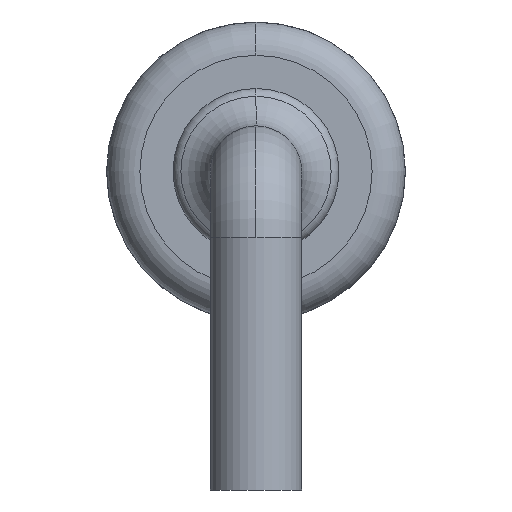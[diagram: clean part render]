
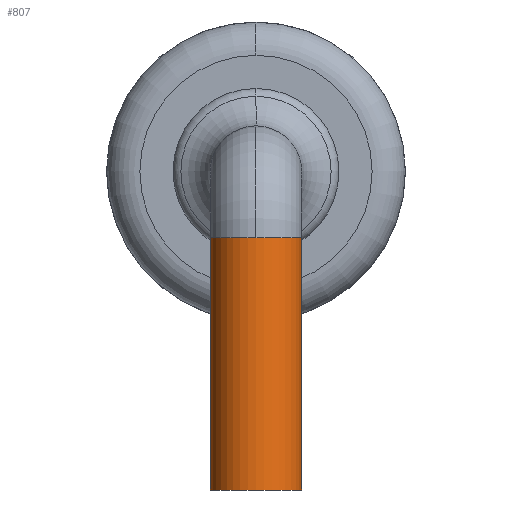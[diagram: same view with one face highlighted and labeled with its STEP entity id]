
A CAD part, left-side view. The second image highlights one B-rep face of the part: STEP entity #807.
In plain terms, the highlighted cylindrical face has radius 0.275 mm (diameter 0.55 mm), a full revolution.
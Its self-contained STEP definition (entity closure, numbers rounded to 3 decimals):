
#233 = TOROIDAL_SURFACE('',#234,0.4,0.275);
#234 = AXIS2_PLACEMENT_3D('',#235,#236,#237);
#235 = CARTESIAN_POINT('',(-4.68,0.,0.52));
#236 = DIRECTION('',(0.,-1.,0.));
#237 = DIRECTION('',(0.,0.,-1.));
#258 = VERTEX_POINT('',#259);
#259 = CARTESIAN_POINT('',(-5.355,0.,0.52));
#274 = TOROIDAL_SURFACE('',#275,0.4,0.275);
#275 = AXIS2_PLACEMENT_3D('',#276,#277,#278);
#276 = CARTESIAN_POINT('',(-4.68,0.,0.52));
#277 = DIRECTION('',(0.,-1.,0.));
#278 = DIRECTION('',(0.,0.,-1.));
#286 = EDGE_CURVE('',#258,#287,#289,.T.);
#287 = VERTEX_POINT('',#288);
#288 = CARTESIAN_POINT('',(-4.805,0.,0.52));
#289 = SURFACE_CURVE('',#290,(#295,#302),.PCURVE_S1.);
#290 = CIRCLE('',#291,0.275);
#291 = AXIS2_PLACEMENT_3D('',#292,#293,#294);
#292 = CARTESIAN_POINT('',(-5.08,0.,0.52));
#293 = DIRECTION('',(0.,-0.,1.));
#294 = DIRECTION('',(1.,0.,0.));
#295 = PCURVE('',#233,#296);
#296 = DEFINITIONAL_REPRESENTATION('',(#297),#301);
#297 = LINE('',#298,#299);
#298 = CARTESIAN_POINT('',(4.712,-3.142));
#299 = VECTOR('',#300,1.);
#300 = DIRECTION('',(0.,1.));
#301 = ( GEOMETRIC_REPRESENTATION_CONTEXT(2) 
PARAMETRIC_REPRESENTATION_CONTEXT() REPRESENTATION_CONTEXT('2D SPACE',''
  ) );
#302 = PCURVE('',#303,#308);
#303 = CYLINDRICAL_SURFACE('',#304,0.275);
#304 = AXIS2_PLACEMENT_3D('',#305,#306,#307);
#305 = CARTESIAN_POINT('',(-5.08,0.,0.52));
#306 = DIRECTION('',(0.,0.,-1.));
#307 = DIRECTION('',(-1.,0.,0.));
#308 = DEFINITIONAL_REPRESENTATION('',(#309),#313);
#309 = LINE('',#310,#311);
#310 = CARTESIAN_POINT('',(9.425,0.));
#311 = VECTOR('',#312,1.);
#312 = DIRECTION('',(-1.,0.));
#313 = ( GEOMETRIC_REPRESENTATION_CONTEXT(2) 
PARAMETRIC_REPRESENTATION_CONTEXT() REPRESENTATION_CONTEXT('2D SPACE',''
  ) );
#364 = EDGE_CURVE('',#287,#258,#365,.T.);
#365 = SURFACE_CURVE('',#366,(#371,#378),.PCURVE_S1.);
#366 = CIRCLE('',#367,0.275);
#367 = AXIS2_PLACEMENT_3D('',#368,#369,#370);
#368 = CARTESIAN_POINT('',(-5.08,0.,0.52));
#369 = DIRECTION('',(0.,-0.,1.));
#370 = DIRECTION('',(1.,0.,0.));
#371 = PCURVE('',#274,#372);
#372 = DEFINITIONAL_REPRESENTATION('',(#373),#377);
#373 = LINE('',#374,#375);
#374 = CARTESIAN_POINT('',(4.712,3.142));
#375 = VECTOR('',#376,1.);
#376 = DIRECTION('',(0.,1.));
#377 = ( GEOMETRIC_REPRESENTATION_CONTEXT(2) 
PARAMETRIC_REPRESENTATION_CONTEXT() REPRESENTATION_CONTEXT('2D SPACE',''
  ) );
#378 = PCURVE('',#303,#379);
#379 = DEFINITIONAL_REPRESENTATION('',(#380),#384);
#380 = LINE('',#381,#382);
#381 = CARTESIAN_POINT('',(3.142,0.));
#382 = VECTOR('',#383,1.);
#383 = DIRECTION('',(-1.,0.));
#384 = ( GEOMETRIC_REPRESENTATION_CONTEXT(2) 
PARAMETRIC_REPRESENTATION_CONTEXT() REPRESENTATION_CONTEXT('2D SPACE',''
  ) );
#807 = ADVANCED_FACE('',(#808),#303,.T.);
#808 = FACE_BOUND('',#809,.T.);
#809 = EDGE_LOOP('',(#810,#811,#812,#834,#867,#893));
#810 = ORIENTED_EDGE('',*,*,#364,.F.);
#811 = ORIENTED_EDGE('',*,*,#286,.F.);
#812 = ORIENTED_EDGE('',*,*,#813,.T.);
#813 = EDGE_CURVE('',#258,#814,#816,.T.);
#814 = VERTEX_POINT('',#815);
#815 = CARTESIAN_POINT('',(-5.355,0.,-1.));
#816 = SEAM_CURVE('',#817,(#820,#827),.PCURVE_S1.);
#817 = B_SPLINE_CURVE_WITH_KNOTS('',1,(#818,#819),.UNSPECIFIED.,.F.,.F.,
  (2,2),(0.,1.52),.PIECEWISE_BEZIER_KNOTS.);
#818 = CARTESIAN_POINT('',(-5.355,0.,0.52));
#819 = CARTESIAN_POINT('',(-5.355,0.,-1.));
#820 = PCURVE('',#303,#821);
#821 = DEFINITIONAL_REPRESENTATION('',(#822),#826);
#822 = LINE('',#823,#824);
#823 = CARTESIAN_POINT('',(6.283,0.));
#824 = VECTOR('',#825,1.);
#825 = DIRECTION('',(0.,1.));
#826 = ( GEOMETRIC_REPRESENTATION_CONTEXT(2) 
PARAMETRIC_REPRESENTATION_CONTEXT() REPRESENTATION_CONTEXT('2D SPACE',''
  ) );
#827 = PCURVE('',#303,#828);
#828 = DEFINITIONAL_REPRESENTATION('',(#829),#833);
#829 = LINE('',#830,#831);
#830 = CARTESIAN_POINT('',(0.,0.));
#831 = VECTOR('',#832,1.);
#832 = DIRECTION('',(0.,1.));
#833 = ( GEOMETRIC_REPRESENTATION_CONTEXT(2) 
PARAMETRIC_REPRESENTATION_CONTEXT() REPRESENTATION_CONTEXT('2D SPACE',''
  ) );
#834 = ORIENTED_EDGE('',*,*,#835,.F.);
#835 = EDGE_CURVE('',#836,#814,#838,.T.);
#836 = VERTEX_POINT('',#837);
#837 = CARTESIAN_POINT('',(-4.805,0.,-1.));
#838 = SURFACE_CURVE('',#839,(#844,#851),.PCURVE_S1.);
#839 = CIRCLE('',#840,0.275);
#840 = AXIS2_PLACEMENT_3D('',#841,#842,#843);
#841 = CARTESIAN_POINT('',(-5.08,0.,-1.));
#842 = DIRECTION('',(0.,0.,-1.));
#843 = DIRECTION('',(-1.,0.,0.));
#844 = PCURVE('',#303,#845);
#845 = DEFINITIONAL_REPRESENTATION('',(#846),#850);
#846 = LINE('',#847,#848);
#847 = CARTESIAN_POINT('',(0.,1.52));
#848 = VECTOR('',#849,1.);
#849 = DIRECTION('',(1.,0.));
#850 = ( GEOMETRIC_REPRESENTATION_CONTEXT(2) 
PARAMETRIC_REPRESENTATION_CONTEXT() REPRESENTATION_CONTEXT('2D SPACE',''
  ) );
#851 = PCURVE('',#852,#857);
#852 = PLANE('',#853);
#853 = AXIS2_PLACEMENT_3D('',#854,#855,#856);
#854 = CARTESIAN_POINT('',(-7.,-5.,-1.));
#855 = DIRECTION('',(0.,0.,1.));
#856 = DIRECTION('',(1.,0.,0.));
#857 = DEFINITIONAL_REPRESENTATION('',(#858),#866);
#858 = ( BOUNDED_CURVE() B_SPLINE_CURVE(2,(#859,#860,#861,#862,#863,#864
,#865),.UNSPECIFIED.,.T.,.F.) B_SPLINE_CURVE_WITH_KNOTS((1,2,2,2,2,1),(
    -2.094,0.,2.094,4.189,6.283,
8.378),.UNSPECIFIED.) CURVE() GEOMETRIC_REPRESENTATION_ITEM() 
RATIONAL_B_SPLINE_CURVE((1.,0.5,1.,0.5,1.,0.5,1.)) REPRESENTATION_ITEM(
  '') );
#859 = CARTESIAN_POINT('',(1.645,5.));
#860 = CARTESIAN_POINT('',(1.645,5.476));
#861 = CARTESIAN_POINT('',(2.058,5.238));
#862 = CARTESIAN_POINT('',(2.47,5.));
#863 = CARTESIAN_POINT('',(2.058,4.762));
#864 = CARTESIAN_POINT('',(1.645,4.524));
#865 = CARTESIAN_POINT('',(1.645,5.));
#866 = ( GEOMETRIC_REPRESENTATION_CONTEXT(2) 
PARAMETRIC_REPRESENTATION_CONTEXT() REPRESENTATION_CONTEXT('2D SPACE',''
  ) );
#867 = ORIENTED_EDGE('',*,*,#868,.F.);
#868 = EDGE_CURVE('',#814,#836,#869,.T.);
#869 = SURFACE_CURVE('',#870,(#875,#882),.PCURVE_S1.);
#870 = CIRCLE('',#871,0.275);
#871 = AXIS2_PLACEMENT_3D('',#872,#873,#874);
#872 = CARTESIAN_POINT('',(-5.08,0.,-1.));
#873 = DIRECTION('',(0.,0.,-1.));
#874 = DIRECTION('',(-1.,0.,0.));
#875 = PCURVE('',#303,#876);
#876 = DEFINITIONAL_REPRESENTATION('',(#877),#881);
#877 = LINE('',#878,#879);
#878 = CARTESIAN_POINT('',(0.,1.52));
#879 = VECTOR('',#880,1.);
#880 = DIRECTION('',(1.,0.));
#881 = ( GEOMETRIC_REPRESENTATION_CONTEXT(2) 
PARAMETRIC_REPRESENTATION_CONTEXT() REPRESENTATION_CONTEXT('2D SPACE',''
  ) );
#882 = PCURVE('',#852,#883);
#883 = DEFINITIONAL_REPRESENTATION('',(#884),#892);
#884 = ( BOUNDED_CURVE() B_SPLINE_CURVE(2,(#885,#886,#887,#888,#889,#890
,#891),.UNSPECIFIED.,.T.,.F.) B_SPLINE_CURVE_WITH_KNOTS((1,2,2,2,2,1),(
    -2.094,0.,2.094,4.189,6.283,
8.378),.UNSPECIFIED.) CURVE() GEOMETRIC_REPRESENTATION_ITEM() 
RATIONAL_B_SPLINE_CURVE((1.,0.5,1.,0.5,1.,0.5,1.)) REPRESENTATION_ITEM(
  '') );
#885 = CARTESIAN_POINT('',(1.645,5.));
#886 = CARTESIAN_POINT('',(1.645,5.476));
#887 = CARTESIAN_POINT('',(2.058,5.238));
#888 = CARTESIAN_POINT('',(2.47,5.));
#889 = CARTESIAN_POINT('',(2.058,4.762));
#890 = CARTESIAN_POINT('',(1.645,4.524));
#891 = CARTESIAN_POINT('',(1.645,5.));
#892 = ( GEOMETRIC_REPRESENTATION_CONTEXT(2) 
PARAMETRIC_REPRESENTATION_CONTEXT() REPRESENTATION_CONTEXT('2D SPACE',''
  ) );
#893 = ORIENTED_EDGE('',*,*,#813,.F.);
